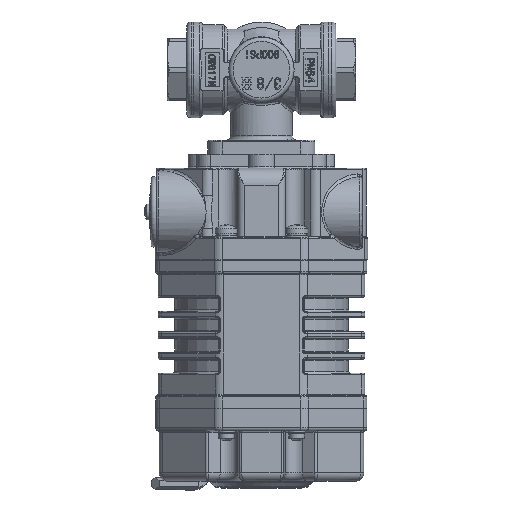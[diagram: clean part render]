
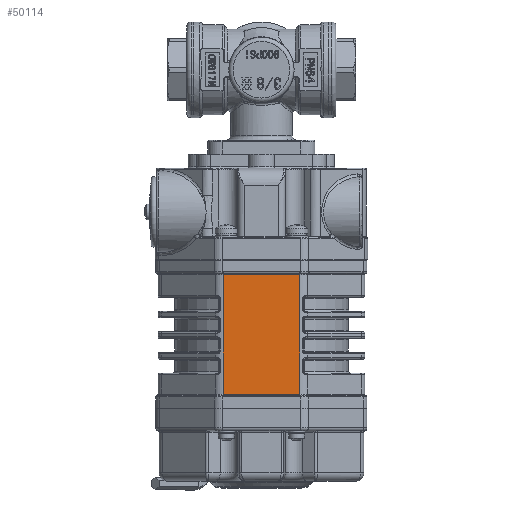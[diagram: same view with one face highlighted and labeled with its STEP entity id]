
A CAD part, left-side view. The second image highlights one B-rep face of the part: STEP entity #50114.
In plain terms, the highlighted face is planar.
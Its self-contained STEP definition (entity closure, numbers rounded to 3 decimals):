
#11959=ORIENTED_EDGE('',*,*,#21554,.T.);
#11960=ORIENTED_EDGE('',*,*,#20605,.T.);
#11961=ORIENTED_EDGE('',*,*,#21555,.T.);
#11962=ORIENTED_EDGE('',*,*,#20573,.T.);
#20573=EDGE_CURVE('',#26025,#26027,#29475,.T.);
#20605=EDGE_CURVE('',#26041,#26043,#29483,.T.);
#21554=EDGE_CURVE('',#26027,#26041,#29896,.T.);
#21555=EDGE_CURVE('',#26043,#26025,#29897,.T.);
#26025=VERTEX_POINT('',#79834);
#26027=VERTEX_POINT('',#79842);
#26041=VERTEX_POINT('',#79898);
#26043=VERTEX_POINT('',#79906);
#29475=LINE('',#79843,#32315);
#29483=LINE('',#79907,#32323);
#29896=LINE('',#83105,#32736);
#29897=LINE('',#83106,#32737);
#32315=VECTOR('',#61640,1000.);
#32323=VECTOR('',#61728,1000.);
#32736=VECTOR('',#63793,1000.);
#32737=VECTOR('',#63794,1000.);
#35778=EDGE_LOOP('',(#11959,#11960,#11961,#11962));
#39001=FACE_BOUND('',#35778,.T.);
#40972=PLANE('',#54460);
#50114=ADVANCED_FACE('',(#39001),#40972,.F.);
#54460=AXIS2_PLACEMENT_3D('',#83104,#63791,#63792);
#61640=DIRECTION('',(0.,0.,1.));
#61728=DIRECTION('',(0.,0.,-1.));
#63791=DIRECTION('',(-1.,0.,0.));
#63792=DIRECTION('',(0.,0.,1.));
#63793=DIRECTION('',(0.,-1.,0.));
#63794=DIRECTION('',(0.,1.,0.));
#79834=CARTESIAN_POINT('',(36.75,21.25,-13.565));
#79842=CARTESIAN_POINT('',(36.75,21.25,13.565));
#79843=CARTESIAN_POINT('',(36.75,21.25,13.565));
#79898=CARTESIAN_POINT('',(36.75,-21.25,13.565));
#79906=CARTESIAN_POINT('',(36.75,-21.25,-13.565));
#79907=CARTESIAN_POINT('',(36.75,-21.25,-13.565));
#83104=CARTESIAN_POINT('',(36.75,26.25,15.222));
#83105=CARTESIAN_POINT('',(36.75,26.25,13.565));
#83106=CARTESIAN_POINT('',(36.75,26.25,-13.565));
